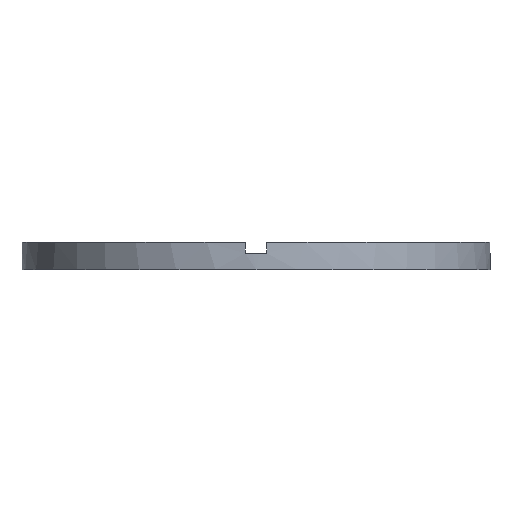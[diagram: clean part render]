
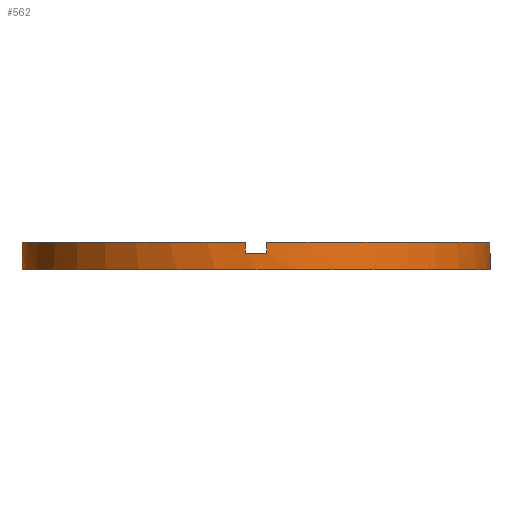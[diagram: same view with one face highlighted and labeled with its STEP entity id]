
A CAD part, front view. The second image highlights one B-rep face of the part: STEP entity #562.
In plain terms, the highlighted cylindrical face has radius 21.5 mm (diameter 43 mm), a partial arc.
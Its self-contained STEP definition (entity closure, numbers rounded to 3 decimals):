
#4 = CARTESIAN_POINT ( 'NONE',  ( -1., -21.477, 2.5 ) ) ;
#17 = LINE ( 'NONE', #282, #554 ) ;
#25 = DIRECTION ( 'NONE',  ( 0., 0., -1. ) ) ;
#26 = DIRECTION ( 'NONE',  ( 1., 0., 0. ) ) ;
#31 = DIRECTION ( 'NONE',  ( 0., 0., 1. ) ) ;
#35 = DIRECTION ( 'NONE',  ( 1., 0., 0. ) ) ;
#60 = CARTESIAN_POINT ( 'NONE',  ( 0., 0., 1.5 ) ) ;
#73 = CARTESIAN_POINT ( 'NONE',  ( -21.477, -1., 2.5 ) ) ;
#82 = CARTESIAN_POINT ( 'NONE',  ( -21.5, 0., 2.5 ) ) ;
#85 = CARTESIAN_POINT ( 'NONE',  ( -21.477, -1., 1.5 ) ) ;
#89 = VERTEX_POINT ( 'NONE', #272 ) ;
#90 = DIRECTION ( 'NONE',  ( 0., 0., -1. ) ) ;
#97 = VERTEX_POINT ( 'NONE', #73 ) ;
#104 = CARTESIAN_POINT ( 'NONE',  ( -21.477, -1., 2.5 ) ) ;
#107 = ORIENTED_EDGE ( 'NONE', *, *, #611, .F. ) ;
#109 = VERTEX_POINT ( 'NONE', #526 ) ;
#112 = VERTEX_POINT ( 'NONE', #412 ) ;
#157 = CARTESIAN_POINT ( 'NONE',  ( 0., 0., 0. ) ) ;
#160 = EDGE_CURVE ( 'NONE', #89, #173, #410, .T. ) ;
#170 = AXIS2_PLACEMENT_3D ( 'NONE', #60, #757, #624 ) ;
#173 = VERTEX_POINT ( 'NONE', #85 ) ;
#185 = DIRECTION ( 'NONE',  ( 0., 0., 1. ) ) ;
#187 = CARTESIAN_POINT ( 'NONE',  ( 0., 0., 1.5 ) ) ;
#191 = DIRECTION ( 'NONE',  ( 0., 0., -1. ) ) ;
#195 = VERTEX_POINT ( 'NONE', #596 ) ;
#206 = CARTESIAN_POINT ( 'NONE',  ( 0., 0., 1.5 ) ) ;
#207 = VECTOR ( 'NONE', #90, 1000. ) ;
#209 = CYLINDRICAL_SURFACE ( 'NONE', #673, 21.5 ) ;
#216 = VECTOR ( 'NONE', #185, 1000. ) ;
#229 = CIRCLE ( 'NONE', #238, 21.5 ) ;
#238 = AXIS2_PLACEMENT_3D ( 'NONE', #771, #31, #578 ) ;
#245 = LINE ( 'NONE', #104, #520 ) ;
#255 = CARTESIAN_POINT ( 'NONE',  ( -1., -21.477, 1.5 ) ) ;
#264 = CARTESIAN_POINT ( 'NONE',  ( 0., 0., 2.5 ) ) ;
#269 = CARTESIAN_POINT ( 'NONE',  ( 21.5, 0., 1.5 ) ) ;
#272 = CARTESIAN_POINT ( 'NONE',  ( -21.5, 0., 1.5 ) ) ;
#273 = AXIS2_PLACEMENT_3D ( 'NONE', #264, #318, #359 ) ;
#282 = CARTESIAN_POINT ( 'NONE',  ( -1., -21.477, 2.5 ) ) ;
#316 = CARTESIAN_POINT ( 'NONE',  ( 1., -21.477, 2.5 ) ) ;
#318 = DIRECTION ( 'NONE',  ( 0., 0., 1. ) ) ;
#328 = AXIS2_PLACEMENT_3D ( 'NONE', #157, #645, #26 ) ;
#336 = EDGE_CURVE ( 'NONE', #112, #109, #496, .T. ) ;
#346 = ORIENTED_EDGE ( 'NONE', *, *, #603, .T. ) ;
#359 = DIRECTION ( 'NONE',  ( 1., 0., 0. ) ) ;
#361 = VERTEX_POINT ( 'NONE', #269 ) ;
#373 = ORIENTED_EDGE ( 'NONE', *, *, #386, .F. ) ;
#386 = EDGE_CURVE ( 'NONE', #97, #644, #500, .T. ) ;
#390 = EDGE_CURVE ( 'NONE', #664, #361, #508, .T. ) ;
#391 = ORIENTED_EDGE ( 'NONE', *, *, #429, .F. ) ;
#393 = DIRECTION ( 'NONE',  ( -1., 0., 0. ) ) ;
#396 = ORIENTED_EDGE ( 'NONE', *, *, #160, .F. ) ;
#404 = EDGE_LOOP ( 'NONE', ( #107, #428, #700, #653, #623, #391, #636, #373, #615, #396, #346, #419 ) ) ;
#406 = DIRECTION ( 'NONE',  ( 0., 0., 1. ) ) ;
#410 = CIRCLE ( 'NONE', #725, 21.5 ) ;
#412 = CARTESIAN_POINT ( 'NONE',  ( 1., -21.477, 2.5 ) ) ;
#418 = VERTEX_POINT ( 'NONE', #255 ) ;
#419 = ORIENTED_EDGE ( 'NONE', *, *, #705, .T. ) ;
#427 = DIRECTION ( 'NONE',  ( 0., 0., -1. ) ) ;
#428 = ORIENTED_EDGE ( 'NONE', *, *, #390, .F. ) ;
#429 = EDGE_CURVE ( 'NONE', #418, #109, #774, .T. ) ;
#476 = EDGE_CURVE ( 'NONE', #112, #608, #229, .T. ) ;
#481 = LINE ( 'NONE', #82, #207 ) ;
#488 = DIRECTION ( 'NONE',  ( 0., 0., 1. ) ) ;
#496 = LINE ( 'NONE', #316, #498 ) ;
#498 = VECTOR ( 'NONE', #25, 1000. ) ;
#500 = CIRCLE ( 'NONE', #273, 21.5 ) ;
#508 = CIRCLE ( 'NONE', #170, 21.5 ) ;
#513 = DIRECTION ( 'NONE',  ( 0., 0., 1. ) ) ;
#520 = VECTOR ( 'NONE', #191, 1000. ) ;
#526 = CARTESIAN_POINT ( 'NONE',  ( 1., -21.477, 1.5 ) ) ;
#531 = FACE_OUTER_BOUND ( 'NONE', #404, .T. ) ;
#534 = EDGE_CURVE ( 'NONE', #97, #173, #245, .T. ) ;
#536 = CARTESIAN_POINT ( 'NONE',  ( 21.477, -1., 2.5 ) ) ;
#539 = CIRCLE ( 'NONE', #328, 21.5 ) ;
#554 = VECTOR ( 'NONE', #406, 1000. ) ;
#562 = ADVANCED_FACE ( 'NONE', ( #531 ), #209, .T. ) ;
#573 = EDGE_CURVE ( 'NONE', #664, #608, #754, .T. ) ;
#578 = DIRECTION ( 'NONE',  ( 1., 0., 0. ) ) ;
#583 = CARTESIAN_POINT ( 'NONE',  ( 21.477, -1., 1.5 ) ) ;
#595 = AXIS2_PLACEMENT_3D ( 'NONE', #206, #513, #616 ) ;
#596 = CARTESIAN_POINT ( 'NONE',  ( -21.5, 0., 0. ) ) ;
#603 = EDGE_CURVE ( 'NONE', #89, #195, #481, .T. ) ;
#608 = VERTEX_POINT ( 'NONE', #654 ) ;
#611 = EDGE_CURVE ( 'NONE', #361, #714, #750, .T. ) ;
#615 = ORIENTED_EDGE ( 'NONE', *, *, #534, .T. ) ;
#616 = DIRECTION ( 'NONE',  ( 1., 0., 0. ) ) ;
#623 = ORIENTED_EDGE ( 'NONE', *, *, #336, .T. ) ;
#624 = DIRECTION ( 'NONE',  ( 1., 0., 0. ) ) ;
#636 = ORIENTED_EDGE ( 'NONE', *, *, #731, .T. ) ;
#642 = CARTESIAN_POINT ( 'NONE',  ( 0., 0., 2.5 ) ) ;
#644 = VERTEX_POINT ( 'NONE', #4 ) ;
#645 = DIRECTION ( 'NONE',  ( 0., 0., 1. ) ) ;
#653 = ORIENTED_EDGE ( 'NONE', *, *, #476, .F. ) ;
#654 = CARTESIAN_POINT ( 'NONE',  ( 21.477, -1., 2.5 ) ) ;
#664 = VERTEX_POINT ( 'NONE', #583 ) ;
#673 = AXIS2_PLACEMENT_3D ( 'NONE', #642, #427, #393 ) ;
#700 = ORIENTED_EDGE ( 'NONE', *, *, #573, .T. ) ;
#705 = EDGE_CURVE ( 'NONE', #195, #714, #539, .T. ) ;
#714 = VERTEX_POINT ( 'NONE', #729 ) ;
#725 = AXIS2_PLACEMENT_3D ( 'NONE', #187, #488, #35 ) ;
#729 = CARTESIAN_POINT ( 'NONE',  ( 21.5, 0., 0. ) ) ;
#731 = EDGE_CURVE ( 'NONE', #418, #644, #17, .T. ) ;
#735 = CARTESIAN_POINT ( 'NONE',  ( 21.5, 0., 2.5 ) ) ;
#747 = VECTOR ( 'NONE', #782, 1000. ) ;
#750 = LINE ( 'NONE', #735, #747 ) ;
#754 = LINE ( 'NONE', #536, #216 ) ;
#757 = DIRECTION ( 'NONE',  ( 0., 0., 1. ) ) ;
#771 = CARTESIAN_POINT ( 'NONE',  ( 0., 0., 2.5 ) ) ;
#774 = CIRCLE ( 'NONE', #595, 21.5 ) ;
#782 = DIRECTION ( 'NONE',  ( 0., 0., -1. ) ) ;
